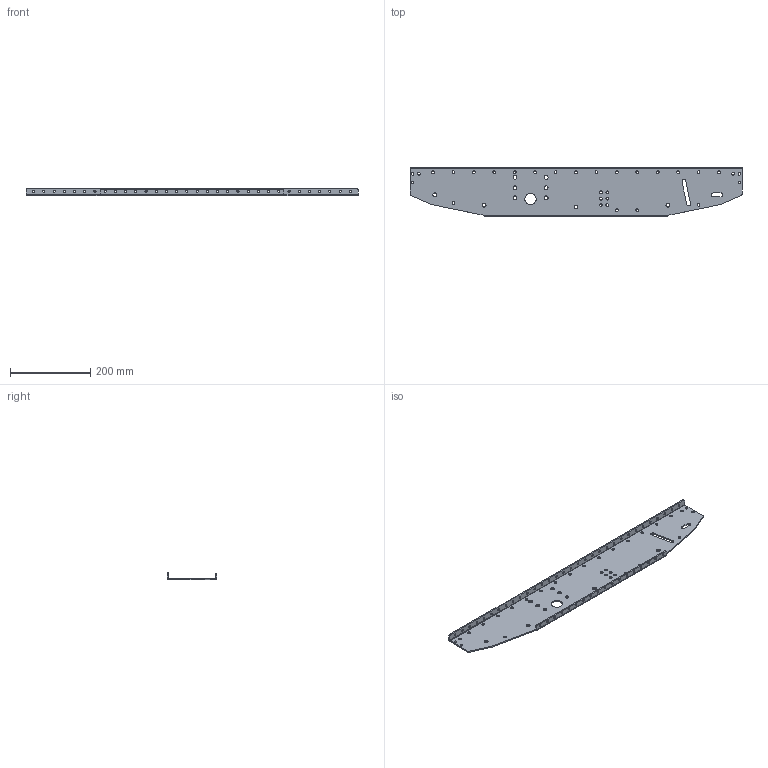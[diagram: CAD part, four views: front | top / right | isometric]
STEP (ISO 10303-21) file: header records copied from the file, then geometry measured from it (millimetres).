
FILE_DESCRIPTION (( 'STEP AP214' ), '1' );
FILE_NAME ('am-4012L Treadnought Outside Plate Left.STEP', '2018-11-20T01:14:44', ( '' ), ( '' ), 'SwSTEP 2.0', 'SolidWorks 2018', '' );
FILE_SCHEMA (( 'AUTOMOTIVE_DESIGN' ));
Length unit declared in the file: inch
Products named in the file (1): am-4012L Treadnought Outside Plate Left
Bounding box: 825.5 x 123.83 x 19.05 mm (x, y, z)
Volume: 337338.8 mm3; surface area: 225065.4 mm2
Topology: 1 solids, 1 shells, 134 faces, 429 edges, 297 vertices
Faces by surface type: cylinder 108, plane 26
Full cylindrical faces by diameter (mm): 5.334 x50, 6.756 x31, 9.525 x6, 9.652 x4, 28.575 x1
Entity records: 4408 total; most frequent: DIRECTION 774, CARTESIAN_POINT 671, ORIENTED_EDGE 576, EDGE_LOOP 414, AXIS2_PLACEMENT_3D 351, EDGE_CURVE 288, VERTEX_POINT 248, FACE_OUTER_BOUND 226
